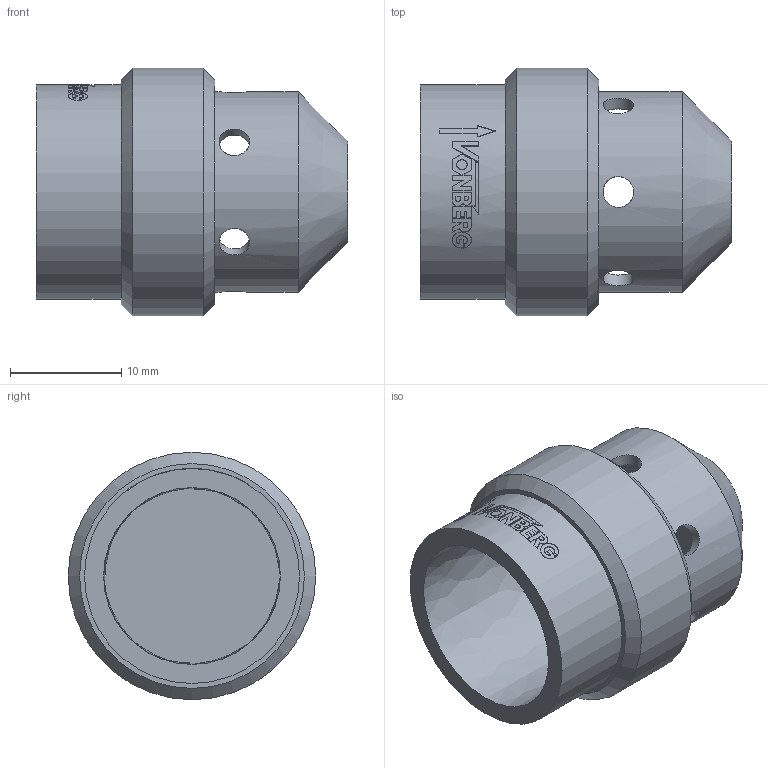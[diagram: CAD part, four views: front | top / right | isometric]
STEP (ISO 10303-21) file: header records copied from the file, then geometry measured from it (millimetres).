
FILE_DESCRIPTION((''),'2;1');
FILE_NAME('6510.stp','2015-02-05T10:48:44',('jml'),(''),'Autodesk Inventor 2010','Autodesk Inventor 2010','');
FILE_SCHEMA(('AUTOMOTIVE_DESIGN { 1 0 10303 214 1 1 1 1 }'));
Length unit declared in the file: inch
Products named in the file (1): 221052
Bounding box: 27.94 x 22.23 x 22.23 mm (x, y, z)
Volume: 3271.2 mm3; surface area: 3444.8 mm2
Topology: 1 solids, 1 shells, 125 faces, 320 edges, 214 vertices
Faces by surface type: plane 66, bspline 32, cylinder 22, cone 5
Full cylindrical faces by diameter (mm): 2.769 x6, 18.034 x1, 19.304 x1, 22.225 x1
Entity records: 9291 total; most frequent: CARTESIAN_POINT 6495, ORIENTED_EDGE 596, DIRECTION 415, EDGE_CURVE 298, VERTEX_POINT 207, EDGE_LOOP 169, AXIS2_PLACEMENT_3D 147, FACE_OUTER_BOUND 125
